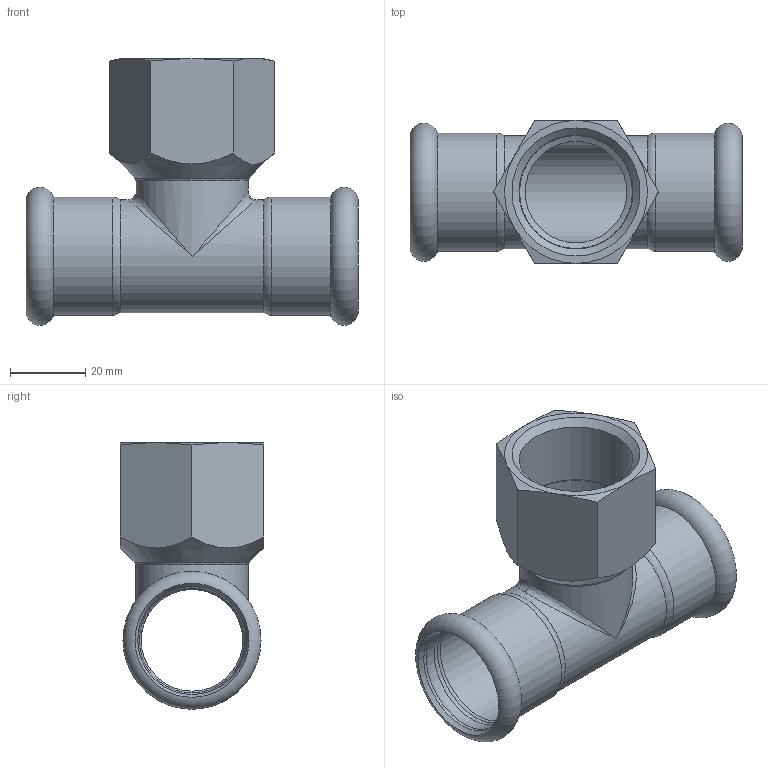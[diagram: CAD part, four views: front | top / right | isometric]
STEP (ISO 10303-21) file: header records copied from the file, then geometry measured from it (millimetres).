
FILE_DESCRIPTION(/* description */ (''),/* implementation_level */ '2;1');
FILE_NAME(/* name */ '389100028_Steelpres.stp',/* time_stamp */ '2022-10-21T15:47:50+02:00',/* author */ ('Vault'),/* organization */ ('Raccorderie metalliche s.p.a. '),/* preprocessor_version */ 'ST-DEVELOPER v18.1',/* originating_system */ 'Autodesk Inventor 2020',/* authorisation */ 'Raccorderie metalliche s.p.a. ');
FILE_SCHEMA (('AUTOMOTIVE_DESIGN { 1 0 10303 214 3 1 1 }'));
Length unit declared in the file: millimetre
Products named in the file (1): 389100028_Steelpres
Bounding box: 88.2 x 38 x 70.84 mm (x, y, z)
Volume: 31586.5 mm3; surface area: 25329.1 mm2
Topology: 1 solids, 1 shells, 50 faces, 160 edges, 107 vertices
Faces by surface type: cylinder 14, cone 13, torus 11, plane 10, bspline 2
Full cylindrical faces by diameter (mm): 27 x2, 28.4 x2, 28.8 x4, 30 x3, 30.291 x1, 31.4 x2
Entity records: 2047 total; most frequent: CARTESIAN_POINT 566, DIRECTION 336, ORIENTED_EDGE 312, EDGE_CURVE 156, AXIS2_PLACEMENT_3D 154, VERTEX_POINT 107, CIRCLE 99, EDGE_LOOP 53
